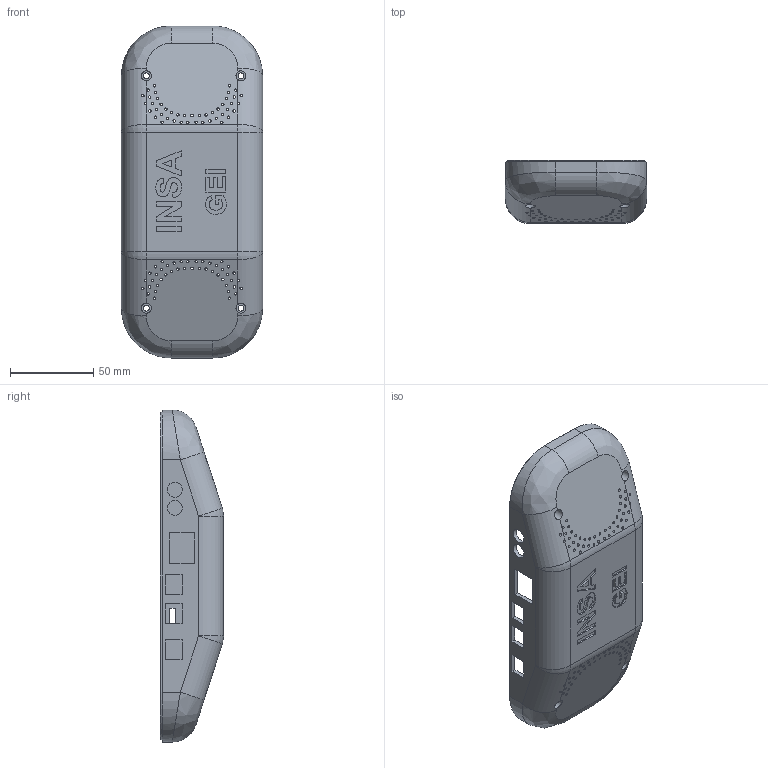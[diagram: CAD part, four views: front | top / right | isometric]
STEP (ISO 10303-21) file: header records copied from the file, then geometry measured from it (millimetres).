
FILE_DESCRIPTION(/* description */ (''),/* implementation_level */ '2;1');
FILE_NAME(/* name */ 'Partie basse.stp',/* time_stamp */ '2018-06-12T10:51:34+02:00',/* author */ ('dimercur'),/* organization */ (''),/* preprocessor_version */ 'ST-DEVELOPER v16.1',/* originating_system */ 'Autodesk Inventor 2016',/* authorisation */ '');
FILE_SCHEMA (('AUTOMOTIVE_DESIGN { 1 0 10303 214 3 1 1 }'));
Length unit declared in the file: millimetre
Products named in the file (1): Partie basse
Bounding box: 85 x 38 x 200 mm (x, y, z)
Volume: 69278.9 mm3; surface area: 59981 mm2
Topology: 1 solids, 1 shells, 281 faces, 783 edges, 506 vertices
Faces by surface type: cylinder 136, plane 105, bspline 32, sphere 8
Full cylindrical faces by diameter (mm): 1.5 x90, 3.5 x4, 6 x4, 9 x2, 11 x4
Entity records: 10000 total; most frequent: CARTESIAN_POINT 2831, DIRECTION 1367, ORIENTED_EDGE 1342, EDGE_CURVE 671, EDGE_LOOP 589, AXIS2_PLACEMENT_3D 522, VERTEX_POINT 498, LINE 323
